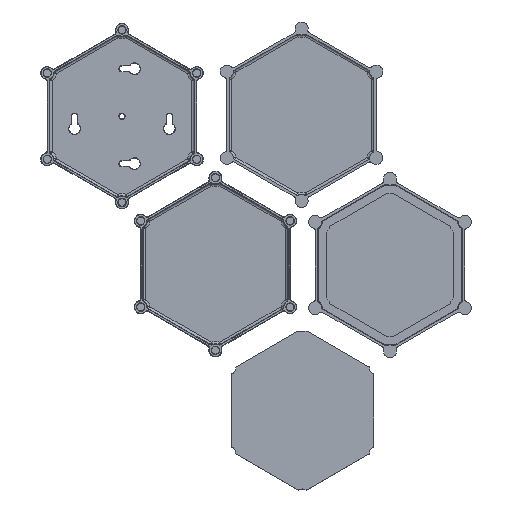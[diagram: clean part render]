
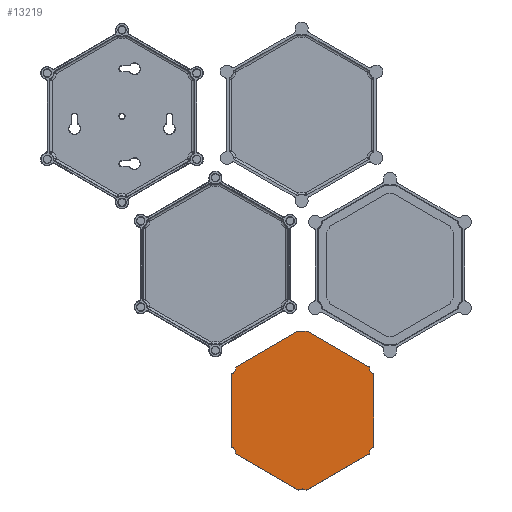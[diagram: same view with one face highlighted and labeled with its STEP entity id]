
A CAD part, top view. The second image highlights one B-rep face of the part: STEP entity #13219.
In plain terms, the highlighted planar face has unit normal (0, 0, 1).
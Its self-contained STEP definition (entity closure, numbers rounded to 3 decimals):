
#811=PLANE('',#14983);
#1581=FACE_OUTER_BOUND('',#2521,.T.);
#2521=EDGE_LOOP('',(#11256,#11257,#11258,#11259,#11260,#11261,#11262,#11263,
#11264,#11265,#11266,#11267,#11268,#11269,#11270,#11271,#11272,#11273,#11274,
#11275,#11276,#11277,#11278,#11279));
#3372=LINE('',#22917,#4275);
#3380=LINE('',#22946,#4283);
#3391=LINE('',#22994,#4294);
#3394=LINE('',#23000,#4297);
#3399=LINE('',#23029,#4302);
#3401=LINE('',#23032,#4304);
#4275=VECTOR('',#18791,10.);
#4283=VECTOR('',#18819,10.);
#4294=VECTOR('',#18868,10.);
#4297=VECTOR('',#18873,10.);
#4302=VECTOR('',#18916,10.);
#4304=VECTOR('',#18920,10.);
#5185=CIRCLE('',#14869,6.25);
#5187=CIRCLE('',#14872,6.25);
#5189=CIRCLE('',#14875,1.);
#5191=CIRCLE('',#14879,1.);
#5193=CIRCLE('',#14882,1.);
#5195=CIRCLE('',#14885,1.);
#5197=CIRCLE('',#14889,1.);
#5199=CIRCLE('',#14892,6.25);
#5201=CIRCLE('',#14895,1.);
#5203=CIRCLE('',#14898,6.25);
#5205=CIRCLE('',#14901,1.);
#5207=CIRCLE('',#14904,1.);
#5209=CIRCLE('',#14909,1.);
#5211=CIRCLE('',#14912,1.);
#5213=CIRCLE('',#14915,1.);
#5215=CIRCLE('',#14918,1.);
#5217=CIRCLE('',#14921,6.25);
#5219=CIRCLE('',#14924,6.25);
#6241=VERTEX_POINT('',#22891);
#6242=VERTEX_POINT('',#22892);
#6245=VERTEX_POINT('',#22900);
#6246=VERTEX_POINT('',#22901);
#6249=VERTEX_POINT('',#22909);
#6251=VERTEX_POINT('',#22915);
#6252=VERTEX_POINT('',#22916);
#6255=VERTEX_POINT('',#22927);
#6256=VERTEX_POINT('',#22928);
#6259=VERTEX_POINT('',#22936);
#6260=VERTEX_POINT('',#22937);
#6263=VERTEX_POINT('',#22945);
#6265=VERTEX_POINT('',#22951);
#6267=VERTEX_POINT('',#22957);
#6269=VERTEX_POINT('',#22963);
#6271=VERTEX_POINT('',#22969);
#6272=VERTEX_POINT('',#22970);
#6275=VERTEX_POINT('',#22978);
#6277=VERTEX_POINT('',#22984);
#6278=VERTEX_POINT('',#22985);
#6281=VERTEX_POINT('',#22993);
#6283=VERTEX_POINT('',#22999);
#6285=VERTEX_POINT('',#23011);
#6286=VERTEX_POINT('',#23012);
#7897=EDGE_CURVE('',#6241,#6242,#5185,.F.);
#7901=EDGE_CURVE('',#6245,#6246,#5187,.F.);
#7905=EDGE_CURVE('',#6246,#6249,#5189,.F.);
#7908=EDGE_CURVE('',#6251,#6252,#3372,.T.);
#7912=EDGE_CURVE('',#6252,#6241,#5191,.F.);
#7914=EDGE_CURVE('',#6255,#6256,#5193,.F.);
#7918=EDGE_CURVE('',#6259,#6260,#5195,.F.);
#7922=EDGE_CURVE('',#6256,#6263,#3380,.T.);
#7925=EDGE_CURVE('',#6263,#6265,#5197,.F.);
#7928=EDGE_CURVE('',#6267,#6259,#5199,.F.);
#7931=EDGE_CURVE('',#6242,#6269,#5201,.F.);
#7934=EDGE_CURVE('',#6271,#6272,#5203,.F.);
#7938=EDGE_CURVE('',#6275,#6271,#5205,.F.);
#7941=EDGE_CURVE('',#6277,#6278,#5207,.F.);
#7945=EDGE_CURVE('',#6269,#6281,#3391,.T.);
#7948=EDGE_CURVE('',#6260,#6283,#3394,.T.);
#7951=EDGE_CURVE('',#6283,#6245,#5209,.F.);
#7953=EDGE_CURVE('',#6281,#6267,#5211,.F.);
#7955=EDGE_CURVE('',#6285,#6286,#5213,.F.);
#7959=EDGE_CURVE('',#6272,#6251,#5215,.F.);
#7961=EDGE_CURVE('',#6265,#6277,#5217,.F.);
#7963=EDGE_CURVE('',#6286,#6255,#5219,.F.);
#7965=EDGE_CURVE('',#6278,#6275,#3399,.T.);
#7967=EDGE_CURVE('',#6285,#6249,#3401,.F.);
#11256=ORIENTED_EDGE('',*,*,#7897,.T.);
#11257=ORIENTED_EDGE('',*,*,#7931,.T.);
#11258=ORIENTED_EDGE('',*,*,#7945,.T.);
#11259=ORIENTED_EDGE('',*,*,#7953,.T.);
#11260=ORIENTED_EDGE('',*,*,#7928,.T.);
#11261=ORIENTED_EDGE('',*,*,#7918,.T.);
#11262=ORIENTED_EDGE('',*,*,#7948,.T.);
#11263=ORIENTED_EDGE('',*,*,#7951,.T.);
#11264=ORIENTED_EDGE('',*,*,#7901,.T.);
#11265=ORIENTED_EDGE('',*,*,#7905,.T.);
#11266=ORIENTED_EDGE('',*,*,#7967,.F.);
#11267=ORIENTED_EDGE('',*,*,#7955,.T.);
#11268=ORIENTED_EDGE('',*,*,#7963,.T.);
#11269=ORIENTED_EDGE('',*,*,#7914,.T.);
#11270=ORIENTED_EDGE('',*,*,#7922,.T.);
#11271=ORIENTED_EDGE('',*,*,#7925,.T.);
#11272=ORIENTED_EDGE('',*,*,#7961,.T.);
#11273=ORIENTED_EDGE('',*,*,#7941,.T.);
#11274=ORIENTED_EDGE('',*,*,#7965,.T.);
#11275=ORIENTED_EDGE('',*,*,#7938,.T.);
#11276=ORIENTED_EDGE('',*,*,#7934,.T.);
#11277=ORIENTED_EDGE('',*,*,#7959,.T.);
#11278=ORIENTED_EDGE('',*,*,#7908,.T.);
#11279=ORIENTED_EDGE('',*,*,#7912,.T.);
#13219=ADVANCED_FACE('',(#1581),#811,.T.);
#14869=AXIS2_PLACEMENT_3D('',#22893,#18768,#18769);
#14872=AXIS2_PLACEMENT_3D('',#22902,#18776,#18777);
#14875=AXIS2_PLACEMENT_3D('',#22910,#18784,#18785);
#14879=AXIS2_PLACEMENT_3D('',#22924,#18797,#18798);
#14882=AXIS2_PLACEMENT_3D('',#22929,#18803,#18804);
#14885=AXIS2_PLACEMENT_3D('',#22938,#18811,#18812);
#14889=AXIS2_PLACEMENT_3D('',#22952,#18824,#18825);
#14892=AXIS2_PLACEMENT_3D('',#22958,#18831,#18832);
#14895=AXIS2_PLACEMENT_3D('',#22964,#18838,#18839);
#14898=AXIS2_PLACEMENT_3D('',#22971,#18845,#18846);
#14901=AXIS2_PLACEMENT_3D('',#22979,#18853,#18854);
#14904=AXIS2_PLACEMENT_3D('',#22986,#18860,#18861);
#14909=AXIS2_PLACEMENT_3D('',#23005,#18878,#18879);
#14912=AXIS2_PLACEMENT_3D('',#23008,#18884,#18885);
#14915=AXIS2_PLACEMENT_3D('',#23013,#18890,#18891);
#14918=AXIS2_PLACEMENT_3D('',#23020,#18898,#18899);
#14921=AXIS2_PLACEMENT_3D('',#23023,#18904,#18905);
#14924=AXIS2_PLACEMENT_3D('',#23026,#18910,#18911);
#14983=AXIS2_PLACEMENT_3D('',#23107,#19038,#19039);
#18768=DIRECTION('center_axis',(0.,0.,1.));
#18769=DIRECTION('ref_axis',(0.5,0.866,0.));
#18776=DIRECTION('center_axis',(0.,0.,1.));
#18777=DIRECTION('ref_axis',(-1.,0.,0.));
#18784=DIRECTION('center_axis',(0.,0.,-1.));
#18785=DIRECTION('ref_axis',(0.03,-1.,0.));
#18791=DIRECTION('',(-0.866,-0.5,0.));
#18797=DIRECTION('center_axis',(0.,0.,-1.));
#18798=DIRECTION('ref_axis',(-0.85,0.526,0.));
#18803=DIRECTION('center_axis',(0.,0.,-1.));
#18804=DIRECTION('ref_axis',(0.881,-0.473,0.));
#18811=DIRECTION('center_axis',(0.,0.,-1.));
#18812=DIRECTION('ref_axis',(-0.85,-0.526,0.));
#18819=DIRECTION('',(0.,1.,0.));
#18824=DIRECTION('center_axis',(0.,0.,-1.));
#18825=DIRECTION('ref_axis',(0.881,0.473,0.));
#18831=DIRECTION('center_axis',(0.,0.,1.));
#18832=DIRECTION('ref_axis',(-0.5,0.866,0.));
#18838=DIRECTION('center_axis',(0.,0.,-1.));
#18839=DIRECTION('ref_axis',(-0.881,0.473,0.));
#18845=DIRECTION('center_axis',(0.,0.,1.));
#18846=DIRECTION('ref_axis',(1.,0.,0.));
#18853=DIRECTION('center_axis',(0.,0.,-1.));
#18854=DIRECTION('ref_axis',(0.03,1.,0.));
#18860=DIRECTION('center_axis',(0.,0.,-1.));
#18861=DIRECTION('ref_axis',(0.85,0.526,0.));
#18868=DIRECTION('',(0.,-1.,0.));
#18873=DIRECTION('',(0.866,-0.5,0.));
#18878=DIRECTION('center_axis',(0.,0.,-1.));
#18879=DIRECTION('ref_axis',(-0.03,-1.,0.));
#18884=DIRECTION('center_axis',(0.,0.,-1.));
#18885=DIRECTION('ref_axis',(-0.881,-0.473,0.));
#18890=DIRECTION('center_axis',(0.,0.,-1.));
#18891=DIRECTION('ref_axis',(0.85,-0.526,0.));
#18898=DIRECTION('center_axis',(0.,0.,-1.));
#18899=DIRECTION('ref_axis',(-0.03,1.,0.));
#18904=DIRECTION('center_axis',(0.,0.,1.));
#18905=DIRECTION('ref_axis',(0.5,-0.866,0.));
#18910=DIRECTION('center_axis',(0.,0.,1.));
#18911=DIRECTION('ref_axis',(-0.5,-0.866,0.));
#18916=DIRECTION('',(-0.866,0.5,0.));
#18920=DIRECTION('',(0.866,0.5,0.));
#19038=DIRECTION('center_axis',(0.,0.,1.));
#19039=DIRECTION('ref_axis',(1.,0.,0.));
#22891=CARTESIAN_POINT('',(-53.762,34.261,44.));
#22892=CARTESIAN_POINT('',(-56.552,29.428,44.));
#22893=CARTESIAN_POINT('Origin',(-60.,34.641,44.));
#22900=CARTESIAN_POINT('',(-2.79,-63.689,44.));
#22901=CARTESIAN_POINT('',(2.79,-63.689,44.));
#22902=CARTESIAN_POINT('Origin',(0.,-69.282,
44.));
#22909=CARTESIAN_POINT('',(3.737,-63.661,44.));
#22910=CARTESIAN_POINT('Origin',(3.237,-62.795,44.));
#22915=CARTESIAN_POINT('',(-3.737,63.661,44.));
#22916=CARTESIAN_POINT('',(-53.263,35.066,44.));
#22917=CARTESIAN_POINT('',(-10.954,59.494,44.));
#22924=CARTESIAN_POINT('Origin',(-52.763,34.2,44.));
#22927=CARTESIAN_POINT('',(56.552,-29.428,44.));
#22928=CARTESIAN_POINT('',(57.,-28.594,44.));
#22929=CARTESIAN_POINT('Origin',(56.,-28.594,44.));
#22936=CARTESIAN_POINT('',(-53.762,-34.261,44.));
#22937=CARTESIAN_POINT('',(-53.263,-35.066,44.));
#22938=CARTESIAN_POINT('Origin',(-52.763,-34.2,44.));
#22945=CARTESIAN_POINT('',(57.,28.594,44.));
#22946=CARTESIAN_POINT('',(57.,-18.682,44.));
#22951=CARTESIAN_POINT('',(56.552,29.428,44.));
#22952=CARTESIAN_POINT('Origin',(56.,28.594,44.));
#22957=CARTESIAN_POINT('',(-56.552,-29.428,44.));
#22958=CARTESIAN_POINT('Origin',(-60.,-34.641,44.));
#22963=CARTESIAN_POINT('',(-57.,28.594,44.));
#22964=CARTESIAN_POINT('Origin',(-56.,28.594,44.));
#22969=CARTESIAN_POINT('',(2.79,63.689,44.));
#22970=CARTESIAN_POINT('',(-2.79,63.689,44.));
#22971=CARTESIAN_POINT('Origin',(0.,69.282,
44.));
#22978=CARTESIAN_POINT('',(3.737,63.661,44.));
#22979=CARTESIAN_POINT('Origin',(3.237,62.795,44.));
#22984=CARTESIAN_POINT('',(53.762,34.261,44.));
#22985=CARTESIAN_POINT('',(53.263,35.066,44.));
#22986=CARTESIAN_POINT('Origin',(52.763,34.2,44.));
#22993=CARTESIAN_POINT('',(-57.,-28.594,44.));
#22994=CARTESIAN_POINT('',(-57.,15.959,44.));
#22999=CARTESIAN_POINT('',(-3.737,-63.661,44.));
#23000=CARTESIAN_POINT('',(-39.775,-42.854,44.));
#23005=CARTESIAN_POINT('Origin',(-3.237,-62.795,44.));
#23008=CARTESIAN_POINT('Origin',(-56.,-28.594,44.));
#23011=CARTESIAN_POINT('',(53.263,-35.066,44.));
#23012=CARTESIAN_POINT('',(53.762,-34.261,44.));
#23013=CARTESIAN_POINT('Origin',(52.763,-34.2,44.));
#23020=CARTESIAN_POINT('Origin',(-3.237,62.795,44.));
#23023=CARTESIAN_POINT('Origin',(60.,34.641,44.));
#23026=CARTESIAN_POINT('Origin',(60.,-34.641,44.));
#23029=CARTESIAN_POINT('',(47.225,38.553,44.));
#23032=CARTESIAN_POINT('',(16.046,-56.554,44.));
#23107=CARTESIAN_POINT('Origin',(8.362,-2.723,44.));
